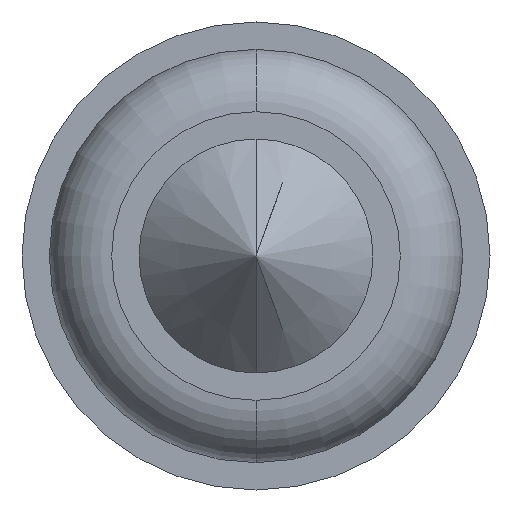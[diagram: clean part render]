
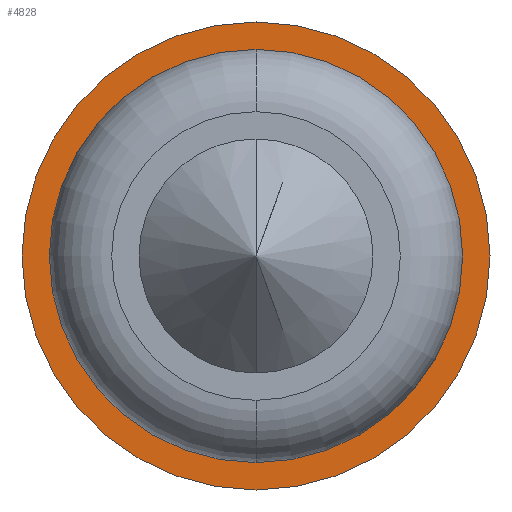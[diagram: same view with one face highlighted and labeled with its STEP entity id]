
A CAD part, front view. The second image highlights one B-rep face of the part: STEP entity #4828.
In plain terms, the highlighted planar face has unit normal (0, -1, 0).
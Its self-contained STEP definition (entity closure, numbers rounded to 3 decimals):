
#69 = CARTESIAN_POINT ( 'NONE',  ( 0., -2., 0. ) ) ;
#299 = ORIENTED_EDGE ( 'NONE', *, *, #5948, .F. ) ;
#346 = FACE_OUTER_BOUND ( 'NONE', #1207, .T. ) ;
#453 = CARTESIAN_POINT ( 'NONE',  ( -1.5, -2., 0. ) ) ;
#617 = DIRECTION ( 'NONE',  ( 0., 0., 1. ) ) ;
#935 = CIRCLE ( 'NONE', #5931, 1.5 ) ;
#1010 = DIRECTION ( 'NONE',  ( 0., 0., -1. ) ) ;
#1110 = VERTEX_POINT ( 'NONE', #4300 ) ;
#1130 = DIRECTION ( 'NONE',  ( 0., 1., 0. ) ) ;
#1207 = EDGE_LOOP ( 'NONE', ( #2482, #299 ) ) ;
#1987 = DIRECTION ( 'NONE',  ( 0., 0., 1. ) ) ;
#2110 = CIRCLE ( 'NONE', #4594, 1.5 ) ;
#2225 = CARTESIAN_POINT ( 'NONE',  ( 0., -2., 1.325 ) ) ;
#2482 = ORIENTED_EDGE ( 'NONE', *, *, #2709, .F. ) ;
#2492 = CIRCLE ( 'NONE', #5102, 1.325 ) ;
#2560 = CIRCLE ( 'NONE', #5308, 1.325 ) ;
#2600 = DIRECTION ( 'NONE',  ( 0., 0., 1. ) ) ;
#2709 = EDGE_CURVE ( 'Defeature ausgef�hrt1_121+Defeature ausgef�hrt1_120+Defeature ausgef�hrt1_120+Defeature ausgef�hrt1_120', #2905, #1110, #2110, .T. ) ;
#2778 = CARTESIAN_POINT ( 'NONE',  ( 0., -2., -1.325 ) ) ;
#2824 = EDGE_LOOP ( 'NONE', ( #4281, #7091 ) ) ;
#2905 = VERTEX_POINT ( 'NONE', #5504 ) ;
#3019 = VERTEX_POINT ( 'NONE', #2225 ) ;
#3376 = AXIS2_PLACEMENT_3D ( 'NONE', #453, #4296, #1010 ) ;
#3751 = PLANE ( 'NONE',  #3376 ) ;
#4168 = DIRECTION ( 'NONE',  ( 0., 1., 0. ) ) ;
#4279 = CARTESIAN_POINT ( 'NONE',  ( 0., -2., 0. ) ) ;
#4281 = ORIENTED_EDGE ( 'NONE', *, *, #6737, .T. ) ;
#4296 = DIRECTION ( 'NONE',  ( 0., -1., 0. ) ) ;
#4300 = CARTESIAN_POINT ( 'NONE',  ( 0., -2., -1.5 ) ) ;
#4438 = EDGE_CURVE ( 'Defeature ausgef�hrt1_120+Defeature ausgef�hrt1_119+Defeature ausgef�hrt1_119+Defeature ausgef�hrt1_119', #4912, #3019, #2492, .T. ) ;
#4594 = AXIS2_PLACEMENT_3D ( 'NONE', #4279, #5908, #2600 ) ;
#4828 = ADVANCED_FACE ( 'Defeature ausgef�hrt1_120', ( #6718, #346 ), #3751, .T. ) ;
#4912 = VERTEX_POINT ( 'NONE', #2778 ) ;
#5040 = DIRECTION ( 'NONE',  ( 0., 1., 0. ) ) ;
#5102 = AXIS2_PLACEMENT_3D ( 'NONE', #69, #1130, #617 ) ;
#5308 = AXIS2_PLACEMENT_3D ( 'NONE', #6702, #5040, #5786 ) ;
#5504 = CARTESIAN_POINT ( 'NONE',  ( 0., -2., 1.5 ) ) ;
#5786 = DIRECTION ( 'NONE',  ( 0., 0., 1. ) ) ;
#5908 = DIRECTION ( 'NONE',  ( 0., 1., 0. ) ) ;
#5931 = AXIS2_PLACEMENT_3D ( 'NONE', #6366, #4168, #1987 ) ;
#5948 = EDGE_CURVE ( 'Defeature ausgef�hrt1_121+Defeature ausgef�hrt1_120+Defeature ausgef�hrt1_120+Defeature ausgef�hrt1_120', #1110, #2905, #935, .T. ) ;
#6366 = CARTESIAN_POINT ( 'NONE',  ( 0., -2., 0. ) ) ;
#6702 = CARTESIAN_POINT ( 'NONE',  ( 0., -2., 0. ) ) ;
#6718 = FACE_BOUND ( 'NONE', #2824, .T. ) ;
#6737 = EDGE_CURVE ( 'Defeature ausgef�hrt1_120+Defeature ausgef�hrt1_119+Defeature ausgef�hrt1_119+Defeature ausgef�hrt1_119', #3019, #4912, #2560, .T. ) ;
#7091 = ORIENTED_EDGE ( 'NONE', *, *, #4438, .T. ) ;
